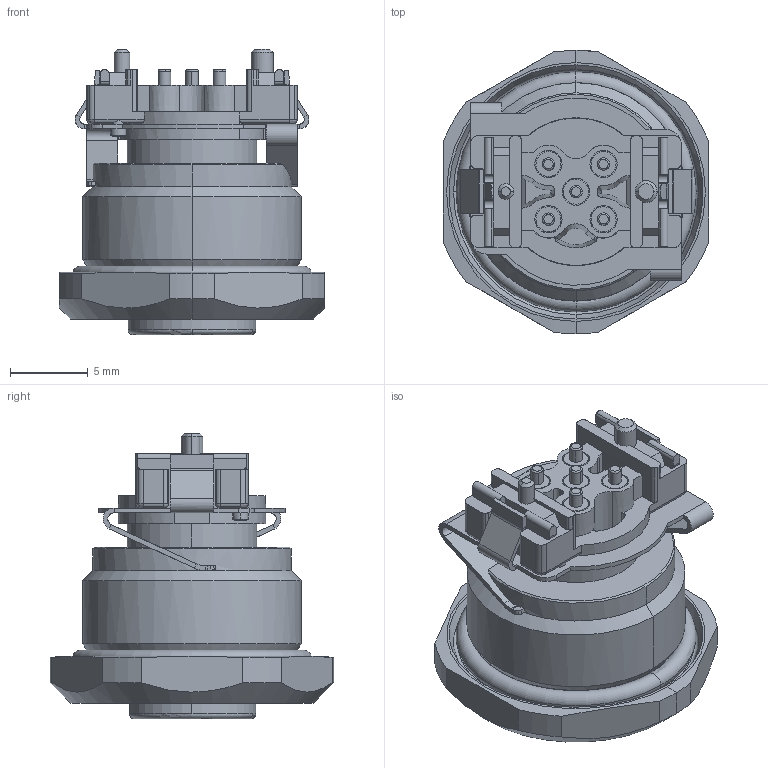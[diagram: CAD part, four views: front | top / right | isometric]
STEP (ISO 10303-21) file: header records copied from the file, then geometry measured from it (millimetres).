
FILE_DESCRIPTION(('CATIA V5R24 STEP','CAx-IF Rec.Pracs.--- Model Styling and Organization---1.2---2011-12-15'),'2;1');
FILE_NAME ('D1461859_0_2423110000_2423110000.stp','2017-05-17T06:07:46+00:00',('none'),('Weidmueller'),'CATIA Version 5-6 Release 2014 SP4 HF52','CATIA V5 STEP AP214','none');
FILE_SCHEMA(('AUTOMOTIVE_DESIGN { 1 0 10303 214 1 1 1 1 }'));
Length unit declared in the file: millimetre
Products named in the file (1): v5-standard_part
Bounding box: 17 x 18.2 x 18.3 mm (x, y, z)
Volume: 1677.5 mm3; surface area: 3521.1 mm2
Topology: 1 solids, 5 shells, 783 faces, 2078 edges, 1326 vertices
Faces by surface type: plane 311, cylinder 271, bspline 101, cone 62, torus 34, sphere 4
Entity records: 28015 total; most frequent: CARTESIAN_POINT 9433, ORIENTED_EDGE 4124, DIRECTION 2846, EDGE_CURVE 2062, VERTEX_POINT 1326, AXIS2_PLACEMENT_3D 1227, VECTOR 936, LINE 936
